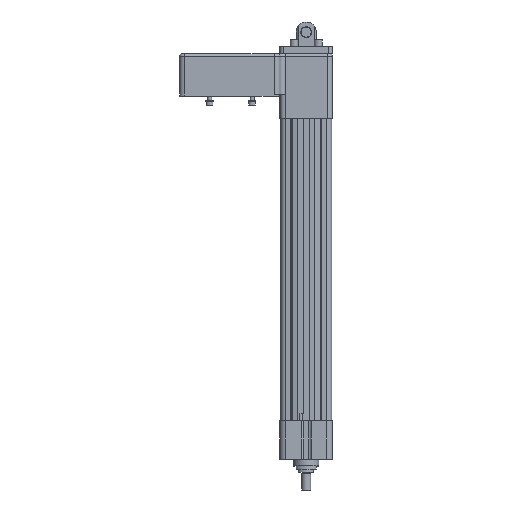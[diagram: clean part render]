
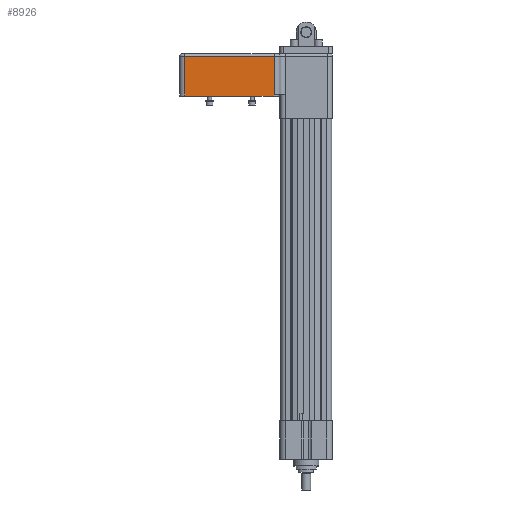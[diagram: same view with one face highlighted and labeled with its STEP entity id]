
A CAD part, left-side view. The second image highlights one B-rep face of the part: STEP entity #8926.
In plain terms, the highlighted planar face has unit normal (-1, 0, 0).
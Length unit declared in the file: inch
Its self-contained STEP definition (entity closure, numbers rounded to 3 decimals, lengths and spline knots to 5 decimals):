
#195 = VECTOR ( 'NONE', #7078, 39.37008 ) ;
#1164 = LINE ( 'NONE', #27750, #16169 ) ;
#1837 = ORIENTED_EDGE ( 'NONE', *, *, #8033, .T. ) ;
#2770 = CARTESIAN_POINT ( 'NONE',  ( -2.125, 5.975, 3.062 ) ) ;
#3056 = DIRECTION ( 'NONE',  ( 0., -1., 0. ) ) ;
#4471 = DIRECTION ( 'NONE',  ( 0., 0., -1. ) ) ;
#4918 = VERTEX_POINT ( 'NONE', #2770 ) ;
#5596 = CARTESIAN_POINT ( 'NONE',  ( -2.125, 5.975, 1.1106 ) ) ;
#5756 = CARTESIAN_POINT ( 'NONE',  ( -2.125, 1.54, 1.542 ) ) ;
#6797 = CARTESIAN_POINT ( 'NONE',  ( -2.125, 1.58, 0.942 ) ) ;
#6855 = LINE ( 'NONE', #15622, #11241 ) ;
#7078 = DIRECTION ( 'NONE',  ( 0., 0., 1. ) ) ;
#8033 = EDGE_CURVE ( 'NONE', #9431, #11602, #13551, .T. ) ;
#8072 = DIRECTION ( 'NONE',  ( 0., 1., 0. ) ) ;
#8239 = EDGE_CURVE ( 'NONE', #23463, #4918, #1164, .T. ) ;
#8709 = EDGE_CURVE ( 'NONE', #14440, #9431, #11836, .T. ) ;
#8926 = ADVANCED_FACE ( 'NONE', ( #15412 ), #15685, .F. ) ;
#9173 = EDGE_CURVE ( 'NONE', #20978, #23463, #18824, .T. ) ;
#9431 = VERTEX_POINT ( 'NONE', #13919 ) ;
#9926 = CARTESIAN_POINT ( 'NONE',  ( -2.125, 1.54, 1.192 ) ) ;
#10061 = DIRECTION ( 'NONE',  ( 0., 0., 1. ) ) ;
#10918 = ORIENTED_EDGE ( 'NONE', *, *, #24399, .T. ) ;
#11241 = VECTOR ( 'NONE', #12650, 39.37008 ) ;
#11602 = VERTEX_POINT ( 'NONE', #17387 ) ;
#11836 = LINE ( 'NONE', #14276, #12976 ) ;
#12650 = DIRECTION ( 'NONE',  ( 0., -1., 0. ) ) ;
#12976 = VECTOR ( 'NONE', #3056, 39.37008 ) ;
#13551 = LINE ( 'NONE', #6797, #195 ) ;
#13877 = CARTESIAN_POINT ( 'NONE',  ( -2.125, 1.54, 3.062 ) ) ;
#13919 = CARTESIAN_POINT ( 'NONE',  ( -2.125, 1.58, 1.1106 ) ) ;
#14276 = CARTESIAN_POINT ( 'NONE',  ( -2.125, 5.975, 1.1106 ) ) ;
#14440 = VERTEX_POINT ( 'NONE', #5596 ) ;
#15266 = EDGE_LOOP ( 'NONE', ( #17231, #28008, #10918, #17227, #1837, #19572 ) ) ;
#15412 = FACE_OUTER_BOUND ( 'NONE', #15266, .T. ) ;
#15553 = DIRECTION ( 'NONE',  ( 1., 0., 0. ) ) ;
#15622 = CARTESIAN_POINT ( 'NONE',  ( -2.125, 6.225, 1.192 ) ) ;
#15685 = PLANE ( 'NONE',  #17109 ) ;
#16169 = VECTOR ( 'NONE', #8072, 39.37008 ) ;
#16763 = CARTESIAN_POINT ( 'NONE',  ( -2.125, 5.975, 1.542 ) ) ;
#17109 = AXIS2_PLACEMENT_3D ( 'NONE', #22002, #15553, #4471 ) ;
#17227 = ORIENTED_EDGE ( 'NONE', *, *, #8709, .T. ) ;
#17231 = ORIENTED_EDGE ( 'NONE', *, *, #9173, .T. ) ;
#17387 = CARTESIAN_POINT ( 'NONE',  ( -2.125, 1.58, 1.192 ) ) ;
#18824 = LINE ( 'NONE', #5756, #22180 ) ;
#19206 = DIRECTION ( 'NONE',  ( 0., 0., -1. ) ) ;
#19572 = ORIENTED_EDGE ( 'NONE', *, *, #27026, .T. ) ;
#20978 = VERTEX_POINT ( 'NONE', #9926 ) ;
#22002 = CARTESIAN_POINT ( 'NONE',  ( -2.125, 1.29, 1.542 ) ) ;
#22180 = VECTOR ( 'NONE', #10061, 39.37008 ) ;
#23463 = VERTEX_POINT ( 'NONE', #13877 ) ;
#23788 = LINE ( 'NONE', #16763, #27656 ) ;
#24399 = EDGE_CURVE ( 'NONE', #4918, #14440, #23788, .T. ) ;
#27026 = EDGE_CURVE ( 'NONE', #11602, #20978, #6855, .T. ) ;
#27656 = VECTOR ( 'NONE', #19206, 39.37008 ) ;
#27750 = CARTESIAN_POINT ( 'NONE',  ( -2.125, 1.29, 3.062 ) ) ;
#28008 = ORIENTED_EDGE ( 'NONE', *, *, #8239, .T. ) ;
